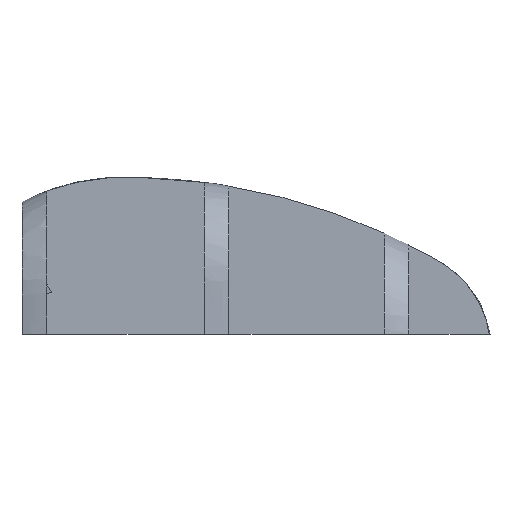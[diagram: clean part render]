
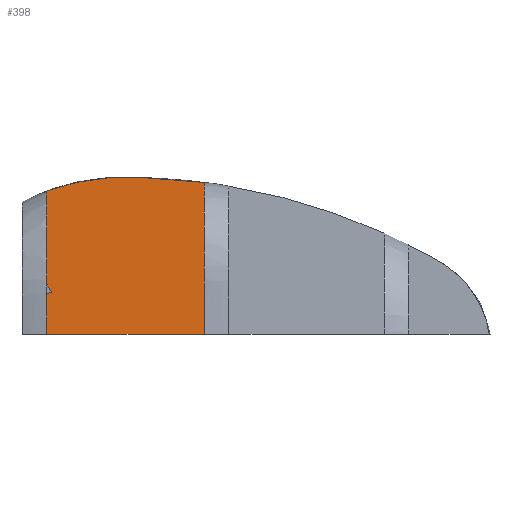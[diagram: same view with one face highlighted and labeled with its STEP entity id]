
A CAD part, front view. The second image highlights one B-rep face of the part: STEP entity #398.
In plain terms, the highlighted planar face has unit normal (0, -1, 0).
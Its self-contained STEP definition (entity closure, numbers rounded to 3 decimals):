
#26=FACE_OUTER_BOUND('',#51,.T.);
#51=EDGE_LOOP('',(#291,#292,#293,#294));
#76=LINE('',#571,#104);
#90=LINE('',#868,#118);
#91=LINE('',#917,#119);
#104=VECTOR('',#451,32.188);
#118=VECTOR('',#471,29.219);
#119=VECTOR('',#474,30.972);
#140=B_SPLINE_CURVE_WITH_KNOTS('',3,(#871,#872,#873,#874,#875,#876,#877,
#878,#879,#880,#881,#882,#883,#884,#885,#886,#887,#888,#889,#890,#891,#892,
#893,#894,#895,#896,#897,#898,#899,#900,#901,#902,#903,#904,#905,#906,#907,
#908,#909,#910,#911,#912,#913,#914,#915,#916),.UNSPECIFIED.,.F.,.F.,(4,
3,3,3,3,3,3,3,3,3,3,3,3,3,3,4),(-1.419,-1.383,-1.376,
-1.357,-1.338,-1.307,-1.302,
-1.259,-1.184,-1.144,-1.104,
-0.82,-0.615,-0.408,-0.198,
0.),.UNSPECIFIED.);
#165=VERTEX_POINT('',#568);
#166=VERTEX_POINT('',#570);
#185=VERTEX_POINT('',#840);
#187=VERTEX_POINT('',#870);
#202=EDGE_CURVE('',#166,#165,#76,.T.);
#226=EDGE_CURVE('',#166,#185,#90,.T.);
#227=EDGE_CURVE('',#185,#187,#140,.F.);
#228=EDGE_CURVE('',#165,#187,#91,.T.);
#291=ORIENTED_EDGE('',*,*,#227,.F.);
#292=ORIENTED_EDGE('',*,*,#226,.F.);
#293=ORIENTED_EDGE('',*,*,#202,.T.);
#294=ORIENTED_EDGE('',*,*,#228,.T.);
#380=PLANE('',#426);
#398=ADVANCED_FACE('',(#26),#380,.T.);
#426=AXIS2_PLACEMENT_3D('',#869,#472,#473);
#451=DIRECTION('',(1.,0.,0.));
#471=DIRECTION('',(0.,0.,1.));
#472=DIRECTION('center_axis',(0.,-1.,0.));
#473=DIRECTION('ref_axis',(1.,0.,0.));
#474=DIRECTION('',(0.,0.,1.));
#568=CARTESIAN_POINT('',(-6.586,-2.5,-15.));
#570=CARTESIAN_POINT('',(-38.774,-2.5,-15.));
#571=CARTESIAN_POINT('',(-38.774,-2.5,-15.));
#840=CARTESIAN_POINT('',(-38.774,-2.5,14.219));
#868=CARTESIAN_POINT('',(-38.774,-2.5,-15.));
#869=CARTESIAN_POINT('Origin',(-38.774,-2.5,-15.));
#870=CARTESIAN_POINT('',(-6.586,-2.5,15.972));
#871=CARTESIAN_POINT('Ctrl Pts',(-6.586,-2.5,15.972));
#872=CARTESIAN_POINT('Ctrl Pts',(-7.955,-2.5,16.138));
#873=CARTESIAN_POINT('Ctrl Pts',(-8.929,-2.5,16.255));
#874=CARTESIAN_POINT('Ctrl Pts',(-9.967,-2.5,16.357));
#875=CARTESIAN_POINT('Ctrl Pts',(-10.155,-2.5,16.375));
#876=CARTESIAN_POINT('Ctrl Pts',(-10.346,-2.5,16.394));
#877=CARTESIAN_POINT('Ctrl Pts',(-10.541,-2.5,16.413));
#878=CARTESIAN_POINT('Ctrl Pts',(-11.101,-2.5,16.467));
#879=CARTESIAN_POINT('Ctrl Pts',(-11.7,-2.5,16.521));
#880=CARTESIAN_POINT('Ctrl Pts',(-12.404,-2.5,16.578));
#881=CARTESIAN_POINT('Ctrl Pts',(-13.131,-2.5,16.637));
#882=CARTESIAN_POINT('Ctrl Pts',(-13.881,-2.5,16.691));
#883=CARTESIAN_POINT('Ctrl Pts',(-14.621,-2.5,16.739));
#884=CARTESIAN_POINT('Ctrl Pts',(-15.798,-2.5,16.814));
#885=CARTESIAN_POINT('Ctrl Pts',(-16.975,-2.5,16.873));
#886=CARTESIAN_POINT('Ctrl Pts',(-18.153,-2.5,16.916));
#887=CARTESIAN_POINT('Ctrl Pts',(-18.334,-2.5,16.922));
#888=CARTESIAN_POINT('Ctrl Pts',(-18.517,-2.5,16.928));
#889=CARTESIAN_POINT('Ctrl Pts',(-18.695,-2.5,16.934));
#890=CARTESIAN_POINT('Ctrl Pts',(-20.291,-2.5,16.985));
#891=CARTESIAN_POINT('Ctrl Pts',(-21.637,-2.5,17.));
#892=CARTESIAN_POINT('Ctrl Pts',(-22.764,-2.5,17.));
#893=CARTESIAN_POINT('Ctrl Pts',(-24.741,-2.5,17.));
#894=CARTESIAN_POINT('Ctrl Pts',(-26.04,-2.5,16.926));
#895=CARTESIAN_POINT('Ctrl Pts',(-26.823,-2.5,16.864));
#896=CARTESIAN_POINT('Ctrl Pts',(-27.234,-2.5,16.831));
#897=CARTESIAN_POINT('Ctrl Pts',(-27.503,-2.5,16.805));
#898=CARTESIAN_POINT('Ctrl Pts',(-27.653,-2.5,16.79));
#899=CARTESIAN_POINT('Ctrl Pts',(-27.806,-2.5,16.775));
#900=CARTESIAN_POINT('Ctrl Pts',(-27.921,-2.5,16.763));
#901=CARTESIAN_POINT('Ctrl Pts',(-28.054,-2.5,16.749));
#902=CARTESIAN_POINT('Ctrl Pts',(-28.996,-2.5,16.648));
#903=CARTESIAN_POINT('Ctrl Pts',(-29.933,-2.5,16.517));
#904=CARTESIAN_POINT('Ctrl Pts',(-30.866,-2.5,16.356));
#905=CARTESIAN_POINT('Ctrl Pts',(-31.541,-2.5,16.239));
#906=CARTESIAN_POINT('Ctrl Pts',(-32.213,-2.5,16.107));
#907=CARTESIAN_POINT('Ctrl Pts',(-32.881,-2.5,15.959));
#908=CARTESIAN_POINT('Ctrl Pts',(-33.555,-2.5,15.81));
#909=CARTESIAN_POINT('Ctrl Pts',(-34.226,-2.5,15.645));
#910=CARTESIAN_POINT('Ctrl Pts',(-34.892,-2.5,15.465));
#911=CARTESIAN_POINT('Ctrl Pts',(-35.565,-2.5,15.282));
#912=CARTESIAN_POINT('Ctrl Pts',(-36.235,-2.5,15.084));
#913=CARTESIAN_POINT('Ctrl Pts',(-36.899,-2.5,14.87));
#914=CARTESIAN_POINT('Ctrl Pts',(-37.529,-2.5,14.667));
#915=CARTESIAN_POINT('Ctrl Pts',(-38.152,-2.5,14.443));
#916=CARTESIAN_POINT('Ctrl Pts',(-38.774,-2.5,14.219));
#917=CARTESIAN_POINT('',(-6.586,-2.5,-15.));
